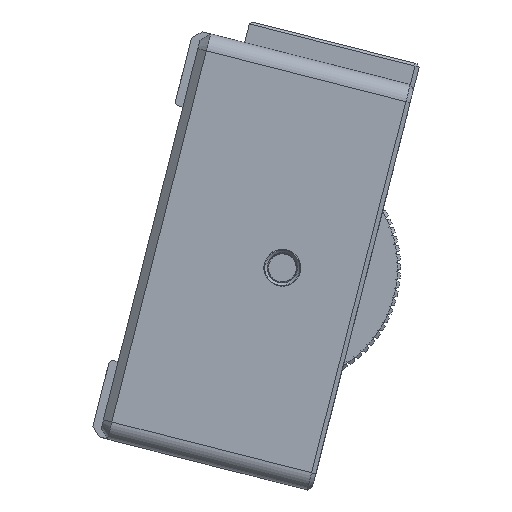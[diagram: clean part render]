
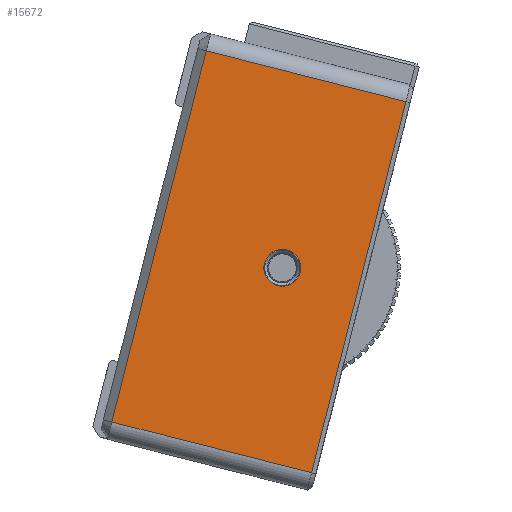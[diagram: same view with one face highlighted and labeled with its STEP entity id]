
A CAD part, top view. The second image highlights one B-rep face of the part: STEP entity #15672.
In plain terms, the highlighted planar face has unit normal (0, 0, 1).
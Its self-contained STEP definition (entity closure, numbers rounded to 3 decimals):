
#641 = CARTESIAN_POINT ( 'NONE',  ( -9.293, -3., -349. ) ) ;
#844 = CIRCLE ( 'NONE', #23490, 2.1 ) ;
#1537 = CARTESIAN_POINT ( 'NONE',  ( -52.993, 21., -349. ) ) ;
#3988 = VERTEX_POINT ( 'NONE', #14812 ) ;
#4377 = EDGE_CURVE ( 'NONE', #13391, #28059, #13770, .T. ) ;
#4477 = ORIENTED_EDGE ( 'NONE', *, *, #16564, .T. ) ;
#5679 = CARTESIAN_POINT ( 'NONE',  ( -52.993, -2.5, -349. ) ) ;
#5939 = AXIS2_PLACEMENT_3D ( 'NONE', #5962, #8834, #20123 ) ;
#5962 = CARTESIAN_POINT ( 'NONE',  ( -31.143, 6.5, -349. ) ) ;
#6036 = ORIENTED_EDGE ( 'NONE', *, *, #25738, .T. ) ;
#8477 = EDGE_CURVE ( 'NONE', #14004, #3988, #16246, .T. ) ;
#8834 = DIRECTION ( 'NONE',  ( 0., 0., 1. ) ) ;
#9196 = FACE_BOUND ( 'NONE', #20040, .T. ) ;
#9336 = DIRECTION ( 'NONE',  ( 1., 0., 0. ) ) ;
#10152 = LINE ( 'NONE', #14795, #10769 ) ;
#10475 = CARTESIAN_POINT ( 'NONE',  ( -31.143, 6.5, -349. ) ) ;
#10769 = VECTOR ( 'NONE', #28105, 1000. ) ;
#10792 = CARTESIAN_POINT ( 'NONE',  ( -9.293, -2.5, -349. ) ) ;
#11210 = CARTESIAN_POINT ( 'NONE',  ( -54.993, -3., -349. ) ) ;
#13391 = VERTEX_POINT ( 'NONE', #17087 ) ;
#13770 = CIRCLE ( 'NONE', #5939, 2.1 ) ;
#14004 = VERTEX_POINT ( 'NONE', #10792 ) ;
#14318 = VECTOR ( 'NONE', #27995, 1000. ) ;
#14506 = CARTESIAN_POINT ( 'NONE',  ( -52.993, 21., -349. ) ) ;
#14795 = CARTESIAN_POINT ( 'NONE',  ( -52.993, -3., -349. ) ) ;
#14812 = CARTESIAN_POINT ( 'NONE',  ( -9.293, 21., -349. ) ) ;
#15170 = EDGE_CURVE ( 'NONE', #28059, #13391, #844, .T. ) ;
#15564 = DIRECTION ( 'NONE',  ( 1., 0., 0. ) ) ;
#15672 = ADVANCED_FACE ( 'NONE', ( #9196, #20070 ), #19779, .T. ) ;
#15695 = ORIENTED_EDGE ( 'NONE', *, *, #15170, .F. ) ;
#15716 = LINE ( 'NONE', #20352, #21754 ) ;
#15853 = DIRECTION ( 'NONE',  ( 0., 0., 1. ) ) ;
#16246 = LINE ( 'NONE', #641, #19447 ) ;
#16564 = EDGE_CURVE ( 'NONE', #17862, #24589, #10152, .T. ) ;
#16756 = CARTESIAN_POINT ( 'NONE',  ( -29.043, 6.5, -349. ) ) ;
#16917 = ORIENTED_EDGE ( 'NONE', *, *, #25273, .T. ) ;
#17068 = ORIENTED_EDGE ( 'NONE', *, *, #8477, .T. ) ;
#17087 = CARTESIAN_POINT ( 'NONE',  ( -33.243, 6.5, -349. ) ) ;
#17862 = VERTEX_POINT ( 'NONE', #14506 ) ;
#19174 = LINE ( 'NONE', #1537, #14318 ) ;
#19345 = DIRECTION ( 'NONE',  ( 0., 0., 1. ) ) ;
#19447 = VECTOR ( 'NONE', #23316, 1000. ) ;
#19779 = PLANE ( 'NONE',  #28588 ) ;
#20040 = EDGE_LOOP ( 'NONE', ( #15695, #23887 ) ) ;
#20070 = FACE_OUTER_BOUND ( 'NONE', #27659, .T. ) ;
#20123 = DIRECTION ( 'NONE',  ( 1., 0., 0. ) ) ;
#20352 = CARTESIAN_POINT ( 'NONE',  ( -9.293, -2.5, -349. ) ) ;
#21754 = VECTOR ( 'NONE', #15564, 1000. ) ;
#23316 = DIRECTION ( 'NONE',  ( 0., 1., 0. ) ) ;
#23490 = AXIS2_PLACEMENT_3D ( 'NONE', #10475, #19345, #25694 ) ;
#23887 = ORIENTED_EDGE ( 'NONE', *, *, #4377, .F. ) ;
#24589 = VERTEX_POINT ( 'NONE', #5679 ) ;
#25273 = EDGE_CURVE ( 'NONE', #3988, #17862, #19174, .T. ) ;
#25694 = DIRECTION ( 'NONE',  ( 1., 0., 0. ) ) ;
#25738 = EDGE_CURVE ( 'NONE', #24589, #14004, #15716, .T. ) ;
#27659 = EDGE_LOOP ( 'NONE', ( #17068, #16917, #4477, #6036 ) ) ;
#27995 = DIRECTION ( 'NONE',  ( -1., 0., 0. ) ) ;
#28059 = VERTEX_POINT ( 'NONE', #16756 ) ;
#28105 = DIRECTION ( 'NONE',  ( 0., -1., 0. ) ) ;
#28588 = AXIS2_PLACEMENT_3D ( 'NONE', #11210, #15853, #9336 ) ;
